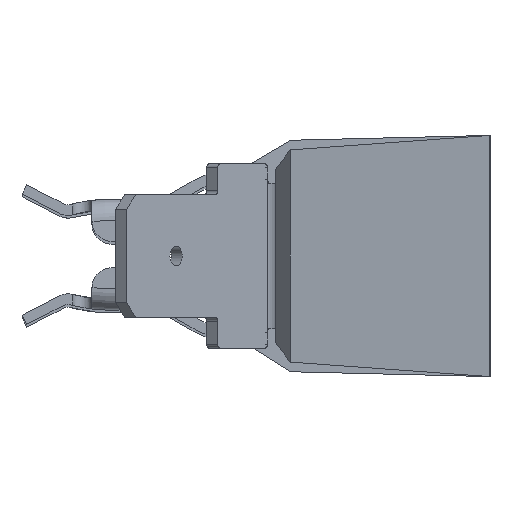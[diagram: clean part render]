
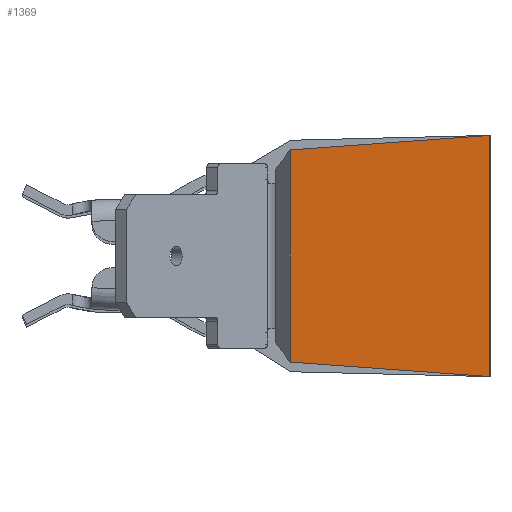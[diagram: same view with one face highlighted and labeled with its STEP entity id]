
A CAD part, left-side view. The second image highlights one B-rep face of the part: STEP entity #1369.
In plain terms, the highlighted planar face has unit normal (-0.995, 0.101, 0).
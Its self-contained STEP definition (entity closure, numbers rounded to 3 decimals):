
#1046=CARTESIAN_POINT('',(-20.5,6.014,5.5));
#1047=VERTEX_POINT('',#1046);
#1054=CARTESIAN_POINT('',(-21.55,-4.336,6.25));
#1055=VERTEX_POINT('',#1054);
#1056=CARTESIAN_POINT('',(-21.55,-4.336,6.25));
#1057=DIRECTION('',(0.101,0.992,-0.072));
#1058=VECTOR('',#1057,10.43);
#1059=LINE('',#1056,#1058);
#1060=EDGE_CURVE('',#1055,#1047,#1059,.T.);
#1125=CARTESIAN_POINT('',(-20.5,6.014,-5.5));
#1126=VERTEX_POINT('',#1125);
#1182=CARTESIAN_POINT('',(-20.5,6.014,-5.5));
#1183=DIRECTION('',(0.0,0.0,1.0));
#1184=VECTOR('',#1183,11.0);
#1185=LINE('',#1182,#1184);
#1186=EDGE_CURVE('',#1126,#1047,#1185,.T.);
#1294=CARTESIAN_POINT('',(-21.55,-4.336,-6.25));
#1295=VERTEX_POINT('',#1294);
#1302=CARTESIAN_POINT('',(-20.5,6.014,-5.5));
#1303=DIRECTION('',(-0.101,-0.992,-0.072));
#1304=VECTOR('',#1303,10.43);
#1305=LINE('',#1302,#1304);
#1306=EDGE_CURVE('',#1126,#1295,#1305,.T.);
#1353=CARTESIAN_POINT('',(-21.55,-4.336,0.0));
#1354=DIRECTION('',(-0.995,0.101,0.0));
#1355=DIRECTION('',(0.0,0.0,1.0));
#1356=AXIS2_PLACEMENT_3D('',#1353,#1354,#1355);
#1357=PLANE('',#1356);
#1358=ORIENTED_EDGE('',*,*,#1306,.T.);
#1359=CARTESIAN_POINT('',(-21.55,-4.336,6.25));
#1360=DIRECTION('',(0.0,0.0,-1.0));
#1361=VECTOR('',#1360,12.5);
#1362=LINE('',#1359,#1361);
#1363=EDGE_CURVE('',#1055,#1295,#1362,.T.);
#1364=ORIENTED_EDGE('',*,*,#1363,.F.);
#1365=ORIENTED_EDGE('',*,*,#1060,.T.);
#1366=ORIENTED_EDGE('',*,*,#1186,.F.);
#1367=EDGE_LOOP('',(#1358,#1364,#1365,#1366));
#1368=FACE_OUTER_BOUND('',#1367,.T.);
#1369=ADVANCED_FACE('',(#1368),#1357,.T.);
